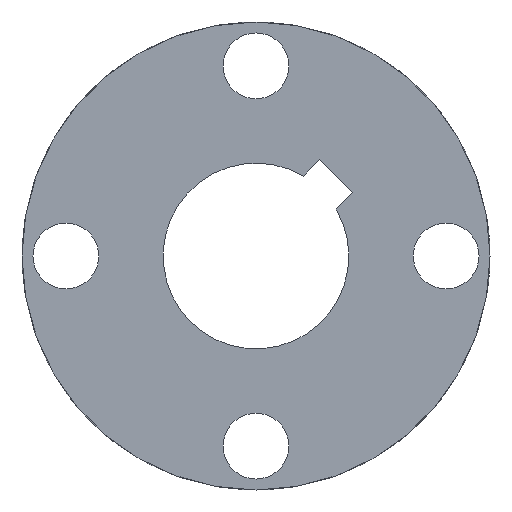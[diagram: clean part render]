
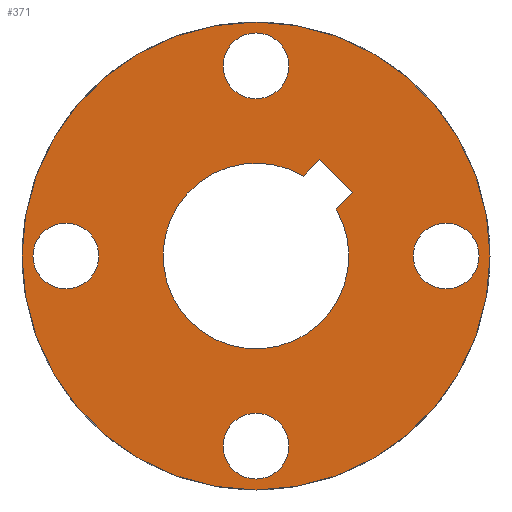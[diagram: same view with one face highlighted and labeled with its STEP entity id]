
A CAD part, left-side view. The second image highlights one B-rep face of the part: STEP entity #371.
In plain terms, the highlighted planar face has unit normal (-1, 0, 0).
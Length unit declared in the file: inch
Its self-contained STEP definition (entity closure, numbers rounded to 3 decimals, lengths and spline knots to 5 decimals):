
#33=LINE('',#653,#56);
#34=LINE('',#656,#57);
#36=LINE('',#660,#59);
#56=VECTOR('',#545,0.3937);
#57=VECTOR('',#548,0.3937);
#59=VECTOR('',#552,0.3937);
#76=FACE_BOUND('',#124,.T.);
#77=FACE_BOUND('',#125,.T.);
#78=FACE_BOUND('',#126,.T.);
#79=FACE_BOUND('',#127,.T.);
#80=FACE_BOUND('',#128,.T.);
#99=FACE_OUTER_BOUND('',#123,.T.);
#123=EDGE_LOOP('',(#335));
#124=EDGE_LOOP('',(#336));
#125=EDGE_LOOP('',(#337));
#126=EDGE_LOOP('',(#338));
#127=EDGE_LOOP('',(#339));
#128=EDGE_LOOP('',(#340,#341,#342,#343));
#134=CIRCLE('',#402,0.0885);
#146=CIRCLE('',#418,0.0885);
#149=CIRCLE('',#422,0.62992);
#152=CIRCLE('',#428,0.0885);
#155=CIRCLE('',#434,0.0885);
#156=CIRCLE('',#439,0.25);
#163=VERTEX_POINT('',#577);
#177=VERTEX_POINT('',#613);
#182=VERTEX_POINT('',#627);
#184=VERTEX_POINT('',#636);
#186=VERTEX_POINT('',#645);
#187=VERTEX_POINT('',#649);
#188=VERTEX_POINT('',#651);
#189=VERTEX_POINT('',#655);
#190=VERTEX_POINT('',#659);
#199=EDGE_CURVE('',#163,#163,#134,.T.);
#217=EDGE_CURVE('',#177,#177,#146,.T.);
#225=EDGE_CURVE('',#182,#182,#149,.T.);
#229=EDGE_CURVE('',#184,#184,#152,.T.);
#233=EDGE_CURVE('',#186,#186,#155,.T.);
#236=EDGE_CURVE('',#187,#188,#33,.T.);
#237=EDGE_CURVE('',#188,#189,#34,.T.);
#239=EDGE_CURVE('',#189,#190,#36,.T.);
#241=EDGE_CURVE('',#187,#190,#156,.T.);
#335=ORIENTED_EDGE('',*,*,#225,.F.);
#336=ORIENTED_EDGE('',*,*,#199,.T.);
#337=ORIENTED_EDGE('',*,*,#217,.T.);
#338=ORIENTED_EDGE('',*,*,#229,.T.);
#339=ORIENTED_EDGE('',*,*,#233,.T.);
#340=ORIENTED_EDGE('',*,*,#239,.T.);
#341=ORIENTED_EDGE('',*,*,#241,.F.);
#342=ORIENTED_EDGE('',*,*,#236,.T.);
#343=ORIENTED_EDGE('',*,*,#237,.T.);
#352=PLANE('',#440);
#371=ADVANCED_FACE('',(#99,#76,#77,#78,#79,#80),#352,.F.);
#402=AXIS2_PLACEMENT_3D('',#579,#462,#463);
#418=AXIS2_PLACEMENT_3D('',#615,#500,#501);
#422=AXIS2_PLACEMENT_3D('',#629,#513,#514);
#428=AXIS2_PLACEMENT_3D('',#638,#526,#527);
#434=AXIS2_PLACEMENT_3D('',#647,#539,#540);
#439=AXIS2_PLACEMENT_3D('',#663,#556,#557);
#440=AXIS2_PLACEMENT_3D('',#664,#558,#559);
#462=DIRECTION('center_axis',(1.,0.,0.));
#463=DIRECTION('ref_axis',(0.,0.,-1.));
#500=DIRECTION('center_axis',(1.,0.,0.));
#501=DIRECTION('ref_axis',(0.,0.,-1.));
#513=DIRECTION('center_axis',(1.,0.,0.));
#514=DIRECTION('ref_axis',(0.,1.,0.));
#526=DIRECTION('center_axis',(1.,0.,0.));
#527=DIRECTION('ref_axis',(0.,0.,-1.));
#539=DIRECTION('center_axis',(1.,0.,0.));
#540=DIRECTION('ref_axis',(0.,0.,-1.));
#545=DIRECTION('',(0.,-0.704,0.71));
#548=DIRECTION('',(0.,-0.71,-0.704));
#552=DIRECTION('',(0.,0.704,-0.71));
#556=DIRECTION('center_axis',(-1.,0.,0.));
#557=DIRECTION('ref_axis',(0.,-1.,0.));
#558=DIRECTION('center_axis',(1.,0.,0.));
#559=DIRECTION('ref_axis',(0.,0.,-1.));
#577=CARTESIAN_POINT('',(0.,-0.51181,0.0885));
#579=CARTESIAN_POINT('Origin',(0.,-0.51181,0.));
#613=CARTESIAN_POINT('',(0.,0.,0.60031));
#615=CARTESIAN_POINT('Origin',(0.,0.,0.51181));
#627=CARTESIAN_POINT('',(0.,-0.62992,0.));
#629=CARTESIAN_POINT('Origin',(0.,0.,0.));
#636=CARTESIAN_POINT('',(0.,0.51181,0.0885));
#638=CARTESIAN_POINT('Origin',(0.,0.51181,0.));
#645=CARTESIAN_POINT('',(0.,0.,-0.42331));
#647=CARTESIAN_POINT('Origin',(0.,0.,-0.51181));
#649=CARTESIAN_POINT('',(0.,-0.12727,0.21518));
#651=CARTESIAN_POINT('',(0.,-0.17073,0.25903));
#653=CARTESIAN_POINT('',(0.,-0.06367,0.15101));
#655=CARTESIAN_POINT('',(0.,-0.2596,0.17094));
#656=CARTESIAN_POINT('',(0.,-0.23686,0.19349));
#659=CARTESIAN_POINT('',(0.,-0.2156,0.12655));
#660=CARTESIAN_POINT('',(0.,-0.13054,0.04074));
#663=CARTESIAN_POINT('Origin',(0.,0.,0.));
#664=CARTESIAN_POINT('Origin',(0.,0.,0.));
